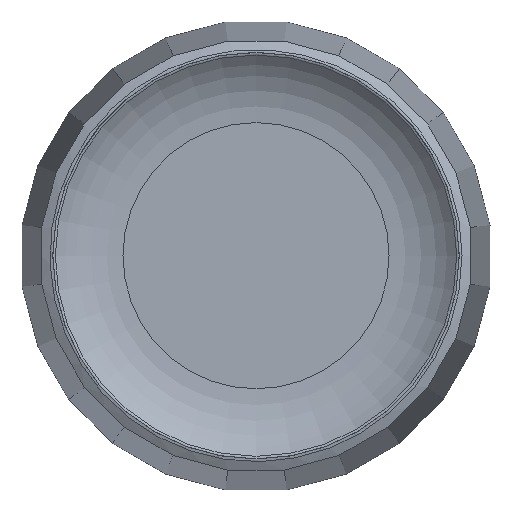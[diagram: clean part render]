
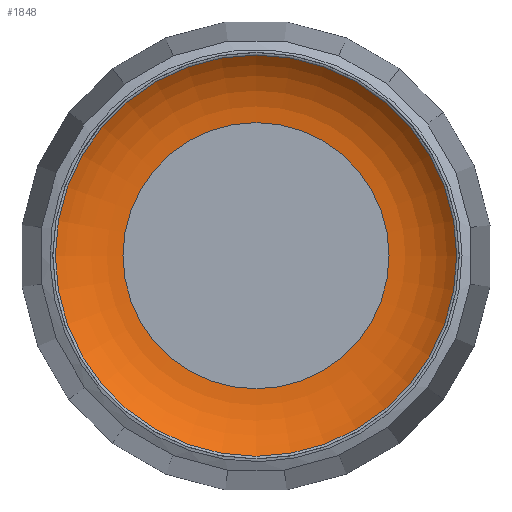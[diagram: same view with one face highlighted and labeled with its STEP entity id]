
A CAD part, top view. The second image highlights one B-rep face of the part: STEP entity #1848.
In plain terms, the highlighted toroidal (fillet/blend) face has major radius 10.887 mm and minor radius 8 mm.
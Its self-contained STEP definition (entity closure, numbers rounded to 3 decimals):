
#1825 = VERTEX_POINT('',#1826);
#1826 = CARTESIAN_POINT('',(16.414,0.,17.417));
#1836 = EDGE_CURVE('',#1825,#1825,#1837,.T.);
#1837 = CIRCLE('',#1838,16.414);
#1838 = AXIS2_PLACEMENT_3D('',#1839,#1840,#1841);
#1839 = CARTESIAN_POINT('',(0.,0.,17.417));
#1840 = DIRECTION('',(0.,0.,1.));
#1841 = DIRECTION('',(1.,0.,0.));
#1848 = ADVANCED_FACE('',(#1849),#1872,.F.);
#1849 = FACE_BOUND('',#1850,.F.);
#1850 = EDGE_LOOP('',(#1851,#1852,#1864,#1871));
#1851 = ORIENTED_EDGE('',*,*,#1836,.F.);
#1852 = ORIENTED_EDGE('',*,*,#1853,.F.);
#1853 = EDGE_CURVE('',#1854,#1825,#1856,.T.);
#1854 = VERTEX_POINT('',#1855);
#1855 = CARTESIAN_POINT('',(10.887,0.,15.2));
#1856 = ( BOUNDED_CURVE() B_SPLINE_CURVE(6,(#1857,#1858,#1859,#1860,
#1861,#1862,#1863),.UNSPECIFIED.,.F.,.F.) B_SPLINE_CURVE_WITH_KNOTS((7,7
),(4.712,5.475),.PIECEWISE_BEZIER_KNOTS.) CURVE() 
GEOMETRIC_REPRESENTATION_ITEM() RATIONAL_B_SPLINE_CURVE((1.007,
    1.002,1.,0.999,1.,
1.002,1.007)) REPRESENTATION_ITEM('') );
#1857 = CARTESIAN_POINT('',(10.887,0.,15.2));
#1858 = CARTESIAN_POINT('',(11.909,0.,15.2));
#1859 = CARTESIAN_POINT('',(12.925,0.,15.356));
#1860 = CARTESIAN_POINT('',(13.908,0.,15.666));
#1861 = CARTESIAN_POINT('',(14.833,0.,16.122));
#1862 = CARTESIAN_POINT('',(15.675,0.,16.711));
#1863 = CARTESIAN_POINT('',(16.414,0.,17.417));
#1864 = ORIENTED_EDGE('',*,*,#1865,.T.);
#1865 = EDGE_CURVE('',#1854,#1854,#1866,.T.);
#1866 = CIRCLE('',#1867,10.887);
#1867 = AXIS2_PLACEMENT_3D('',#1868,#1869,#1870);
#1868 = CARTESIAN_POINT('',(0.,0.,15.2));
#1869 = DIRECTION('',(0.,0.,1.));
#1870 = DIRECTION('',(1.,0.,0.));
#1871 = ORIENTED_EDGE('',*,*,#1853,.T.);
#1872 = TOROIDAL_SURFACE('',#1873,10.887,8.);
#1873 = AXIS2_PLACEMENT_3D('',#1874,#1875,#1876);
#1874 = CARTESIAN_POINT('',(0.,0.,23.2));
#1875 = DIRECTION('',(0.,0.,1.));
#1876 = DIRECTION('',(1.,0.,0.));
